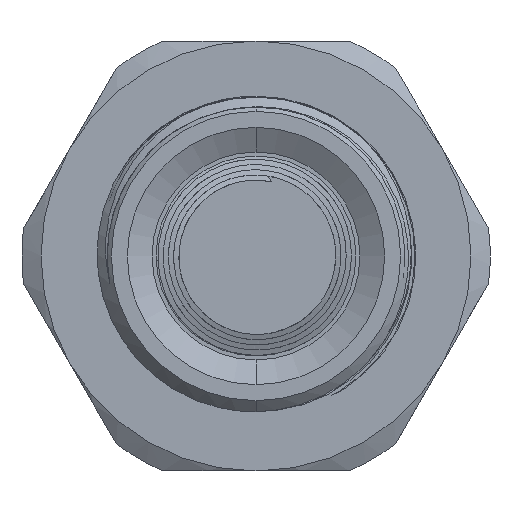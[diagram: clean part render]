
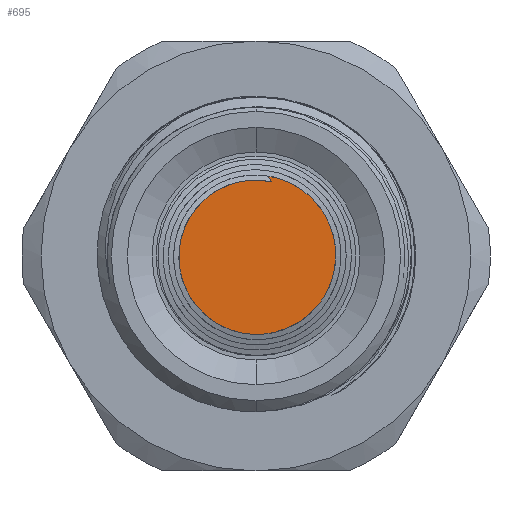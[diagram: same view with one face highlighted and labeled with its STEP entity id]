
A CAD part, front view. The second image highlights one B-rep face of the part: STEP entity #695.
In plain terms, the highlighted planar face has unit normal (0, -1, 0).
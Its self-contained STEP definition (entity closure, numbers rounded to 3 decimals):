
#277 = ORIENTED_EDGE ( 'NONE', *, *, #12188, .F. ) ;
#695 = ADVANCED_FACE ( 'NONE', ( #34097 ), #704, .F. ) ;
#704 = PLANE ( 'NONE',  #3277 ) ;
#872 = DIRECTION ( 'NONE',  ( 1., 0., 0. ) ) ;
#1204 = CARTESIAN_POINT ( 'NONE',  ( -9.3, 88.357, 0. ) ) ;
#3069 = DIRECTION ( 'NONE',  ( -1., 0., 0. ) ) ;
#3277 = AXIS2_PLACEMENT_3D ( 'NONE', #33746, #25318, #872 ) ;
#6614 = CARTESIAN_POINT ( 'NONE',  ( 9.3, 88.357, 0. ) ) ;
#6850 = AXIS2_PLACEMENT_3D ( 'NONE', #19288, #8267, #3069 ) ;
#8267 = DIRECTION ( 'NONE',  ( 0., 1., 0. ) ) ;
#11611 = ORIENTED_EDGE ( 'NONE', *, *, #12907, .F. ) ;
#12188 = EDGE_CURVE ( 'NONE', #32725, #21806, #27538, .T. ) ;
#12907 = EDGE_CURVE ( 'NONE', #21806, #32725, #18973, .T. ) ;
#15997 = DIRECTION ( 'NONE',  ( -1., 0., 0. ) ) ;
#18973 = CIRCLE ( 'NONE', #6850, 9.3 ) ;
#19288 = CARTESIAN_POINT ( 'NONE',  ( 0., 88.357, 0. ) ) ;
#21228 = AXIS2_PLACEMENT_3D ( 'NONE', #30352, #30159, #15997 ) ;
#21806 = VERTEX_POINT ( 'NONE', #6614 ) ;
#25318 = DIRECTION ( 'NONE',  ( 0., 1., 0. ) ) ;
#25827 = EDGE_LOOP ( 'NONE', ( #277, #11611 ) ) ;
#27538 = CIRCLE ( 'NONE', #21228, 9.3 ) ;
#30159 = DIRECTION ( 'NONE',  ( 0., 1., 0. ) ) ;
#30352 = CARTESIAN_POINT ( 'NONE',  ( 0., 88.357, 0. ) ) ;
#32725 = VERTEX_POINT ( 'NONE', #1204 ) ;
#33746 = CARTESIAN_POINT ( 'NONE',  ( 0., 88.357, 0. ) ) ;
#34097 = FACE_OUTER_BOUND ( 'NONE', #25827, .T. ) ;
